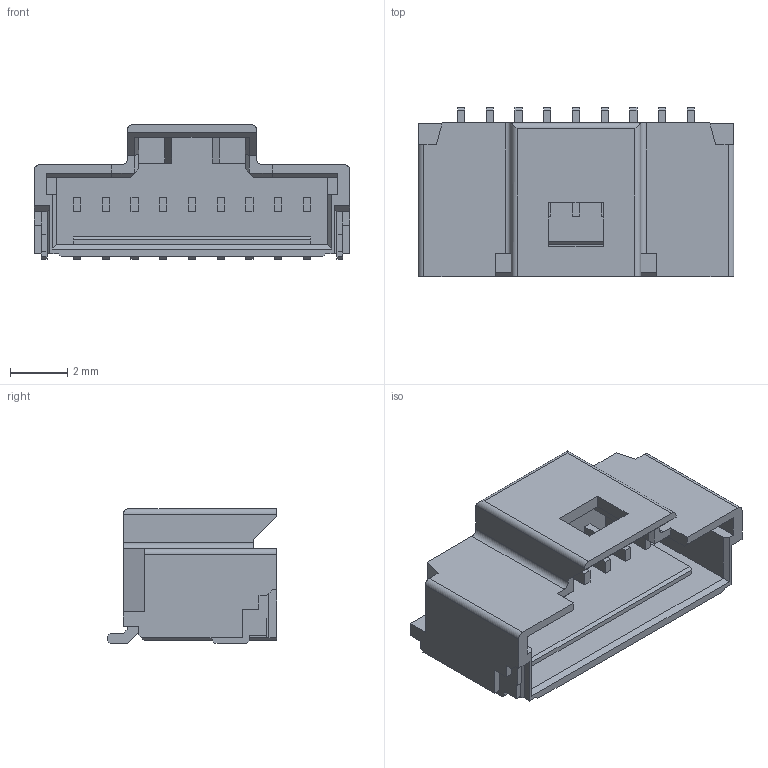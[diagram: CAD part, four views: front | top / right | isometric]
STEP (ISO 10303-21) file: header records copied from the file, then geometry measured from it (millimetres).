
FILE_DESCRIPTION(/* description */ (''),/* implementation_level */ '2;1');
FILE_NAME(/* name */ '5015680907wbm000_02_214.stp',/* time_stamp */ '2024-01-31T09:25:52+06:00',/* author */ (''),/* organization */ (''),/* preprocessor_version */ 'ST-DEVELOPER v16.7',/* originating_system */ 'SIEMENS PLM Software NX 1919',/* authorisation */ '');
FILE_SCHEMA (('AUTOMOTIVE_DESIGN { 1 0 10303 214 3 1 1 1 }'));
Length unit declared in the file: millimetre
Products named in the file (1): 5015680907wbm000_02
Bounding box: 11 x 5.9 x 4.7 mm (x, y, z)
Volume: 106.1 mm3; surface area: 395 mm2
Topology: 1 solids, 1 shells, 264 faces, 745 edges, 492 vertices
Faces by surface type: plane 257, cylinder 7
Entity records: 8377 total; most frequent: CARTESIAN_POINT 1502, ORIENTED_EDGE 1490, DIRECTION 1287, EDGE_CURVE 745, LINE 733, VECTOR 733, VERTEX_POINT 492, AXIS2_PLACEMENT_3D 277
